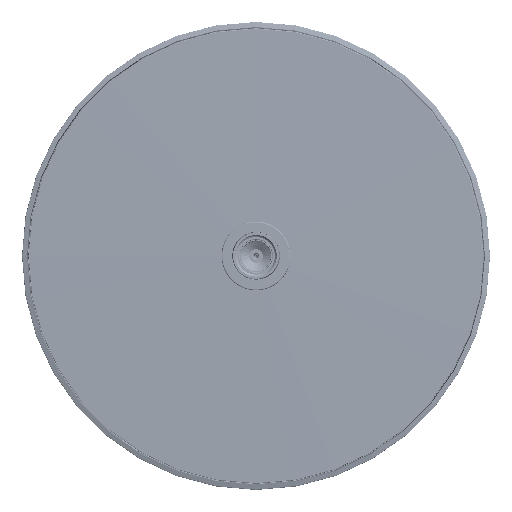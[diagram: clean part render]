
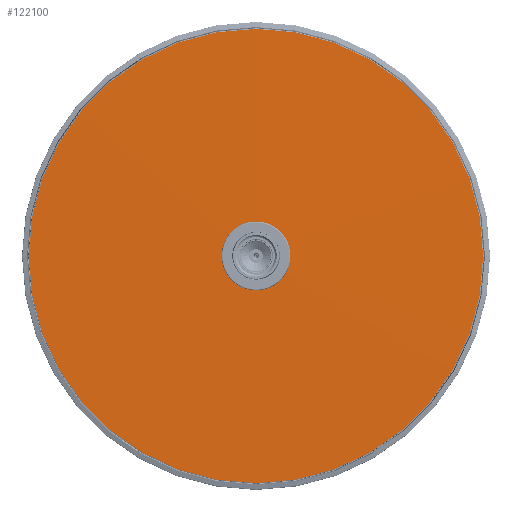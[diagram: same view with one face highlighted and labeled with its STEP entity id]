
A CAD part, top view. The second image highlights one B-rep face of the part: STEP entity #122100.
In plain terms, the highlighted spherical face has radius 4206.09 mm.
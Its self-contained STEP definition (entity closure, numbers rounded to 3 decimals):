
#324=SPHERICAL_SURFACE('',#140028,4206.09);
#45781=ORIENTED_EDGE('',*,*,#62105,.F.);
#45782=ORIENTED_EDGE('',*,*,#62106,.T.);
#62105=EDGE_CURVE('',#73805,#73805,#83854,.T.);
#62106=EDGE_CURVE('',#73806,#73806,#83855,.T.);
#73805=VERTEX_POINT('',#230025);
#73806=VERTEX_POINT('',#230028);
#83854=CIRCLE('',#140025,16.17);
#83855=CIRCLE('',#140027,114.798);
#97276=EDGE_LOOP('',(#45781));
#97277=EDGE_LOOP('',(#45782));
#110740=FACE_BOUND('',#97276,.T.);
#110741=FACE_BOUND('',#97277,.T.);
#122100=ADVANCED_FACE('',(#110740,#110741),#324,.T.);
#140025=AXIS2_PLACEMENT_3D('',#230024,#177977,#177978);
#140027=AXIS2_PLACEMENT_3D('',#230027,#177981,#177982);
#140028=AXIS2_PLACEMENT_3D('',#230029,#177983,#177984);
#177977=DIRECTION('',(0.,0.,1.));
#177978=DIRECTION('',(1.,0.,0.));
#177981=DIRECTION('',(0.,0.,1.));
#177982=DIRECTION('',(1.,0.,0.));
#177983=DIRECTION('',(0.,0.,-1.));
#177984=DIRECTION('',(1.,0.,0.));
#230024=CARTESIAN_POINT('',(0.,0.,3.104));
#230025=CARTESIAN_POINT('',(16.17,0.,3.104));
#230027=CARTESIAN_POINT('',(0.,0.,1.568));
#230028=CARTESIAN_POINT('',(114.798,0.,1.568));
#230029=CARTESIAN_POINT('',(0.,0.,-4202.955));
